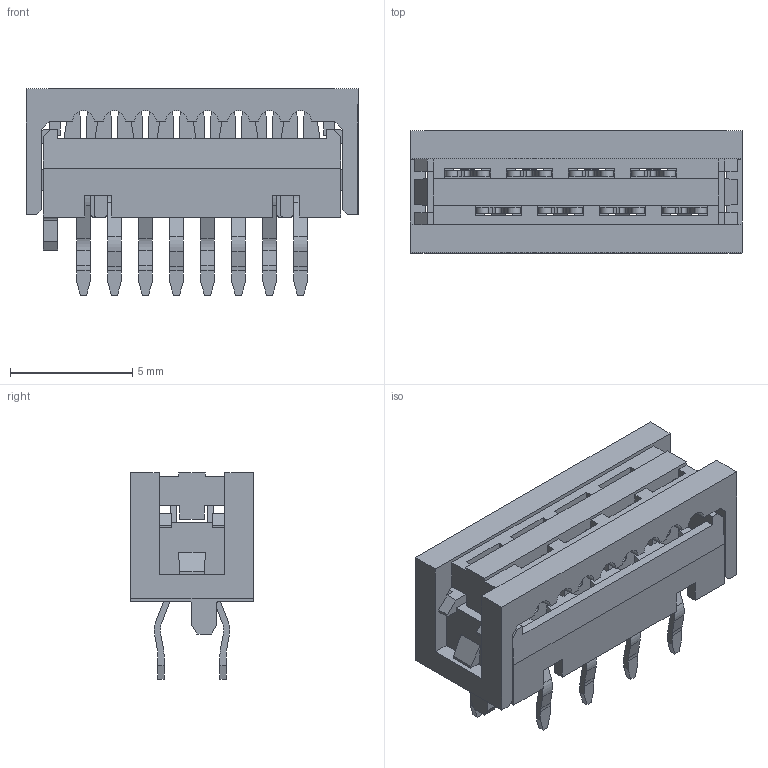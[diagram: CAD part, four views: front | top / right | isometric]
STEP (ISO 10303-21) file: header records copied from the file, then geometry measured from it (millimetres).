
FILE_DESCRIPTION(/* description */ ('Unknown'),/* implementation_level */ '2;1');
FILE_NAME(/* name */ 'J_Wurth_WR-MM_690207100872',/* time_stamp */ '2025-05-26T17:22:22+08:00',/* author */ ('Unknown'),/* organization */ ('Unknown'),/* preprocessor_version */ 'ST-DEVELOPER v19.4',/* originating_system */ 'Solid Edge',/* authorisation */ 'Unknown');
FILE_SCHEMA (('AUTOMOTIVE_DESIGN {1 0 10303 214 3 1 1}'));
Length unit declared in the file: millimetre
Products named in the file (2): J_Wurth_WR-MM_690207100872
Assembly tree (1 placements, depth 2):
  J_Wurth_WR-MM_690207100872
    J_Wurth_WR-MM_690207100872
Bounding box: 13.59 x 5 x 8.45 mm (x, y, z)
Volume: 203.8 mm3; surface area: 837.8 mm2
Topology: 10 solids, 10 shells, 666 faces, 1992 edges, 1316 vertices
Faces by surface type: plane 486, cylinder 180
Entity records: 22415 total; most frequent: ORIENTED_EDGE 3984, CARTESIAN_POINT 3976, DIRECTION 3688, EDGE_CURVE 1992, LINE 1632, VECTOR 1632, VERTEX_POINT 1316, AXIS2_PLACEMENT_3D 1028
